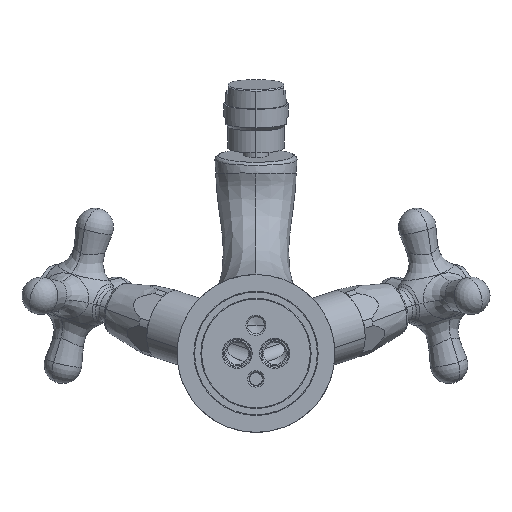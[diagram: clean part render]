
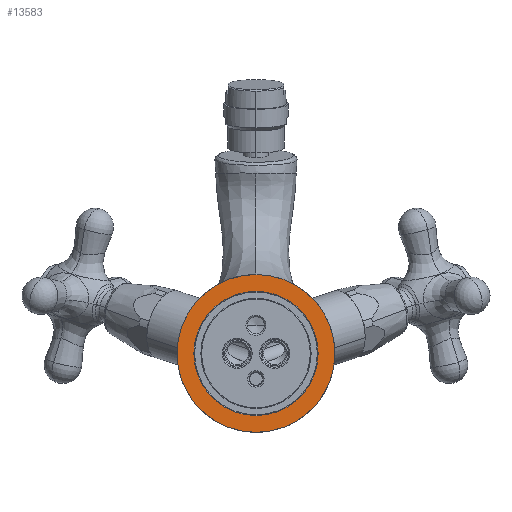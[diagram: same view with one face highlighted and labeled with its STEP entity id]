
A CAD part, front view. The second image highlights one B-rep face of the part: STEP entity #13583.
In plain terms, the highlighted planar face has unit normal (0, -1, 0).
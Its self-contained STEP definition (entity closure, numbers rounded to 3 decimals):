
#2910=CARTESIAN_POINT('',(0.,0.,0.));
#2911=DIRECTION('',(0.,1.,0.));
#2912=DIRECTION('',(1.,0.,0.));
#2913=AXIS2_PLACEMENT_3D('',#2910,#2911,#2912);
#2915=CARTESIAN_POINT('',(0.,0.,0.));
#2916=DIRECTION('',(0.,1.,0.));
#2917=DIRECTION('',(-1.,0.,0.));
#2918=AXIS2_PLACEMENT_3D('',#2915,#2916,#2917);
#2920=CARTESIAN_POINT('',(0.,0.,0.));
#2921=DIRECTION('',(0.,1.,0.));
#2922=DIRECTION('',(-1.,0.,0.));
#2923=AXIS2_PLACEMENT_3D('',#2920,#2921,#2922);
#2925=CARTESIAN_POINT('',(0.,0.,0.));
#2926=DIRECTION('',(0.,1.,0.));
#2927=DIRECTION('',(1.,0.,0.));
#2928=AXIS2_PLACEMENT_3D('',#2925,#2926,#2927);
#7409=CARTESIAN_POINT('',(31.5,0.,0.));
#7410=CARTESIAN_POINT('',(-31.5,0.,0.));
#7411=VERTEX_POINT('',#7409);
#7412=VERTEX_POINT('',#7410);
#7642=CARTESIAN_POINT('',(-24.8,0.,0.));
#7643=CARTESIAN_POINT('',(24.8,0.,0.));
#7644=VERTEX_POINT('',#7642);
#7645=VERTEX_POINT('',#7643);
#13568=CARTESIAN_POINT('',(0.,0.,0.));
#13569=DIRECTION('',(0.,1.,0.));
#13570=DIRECTION('',(1.,0.,0.));
#13571=AXIS2_PLACEMENT_3D('',#13568,#13569,#13570);
#13572=PLANE('',#13571);
#13573=ORIENTED_EDGE('',*,*,#13555,.T.);
#13574=ORIENTED_EDGE('',*,*,#13532,.T.);
#13575=EDGE_LOOP('',(#13573,#13574));
#13576=FACE_OUTER_BOUND('',#13575,.F.);
#13578=ORIENTED_EDGE('',*,*,#13577,.F.);
#13580=ORIENTED_EDGE('',*,*,#13579,.F.);
#13581=EDGE_LOOP('',(#13578,#13580));
#13582=FACE_BOUND('',#13581,.F.);
#13583=ADVANCED_FACE('',(#13576,#13582),#13572,.F.);
#2914=CIRCLE('',#2913,31.5);
#2919=CIRCLE('',#2918,31.5);
#2924=CIRCLE('',#2923,24.8);
#2929=CIRCLE('',#2928,24.8);
#13532=EDGE_CURVE('',#7412,#7411,#2919,.T.);
#13555=EDGE_CURVE('',#7411,#7412,#2914,.T.);
#13577=EDGE_CURVE('',#7644,#7645,#2924,.T.);
#13579=EDGE_CURVE('',#7645,#7644,#2929,.T.);
